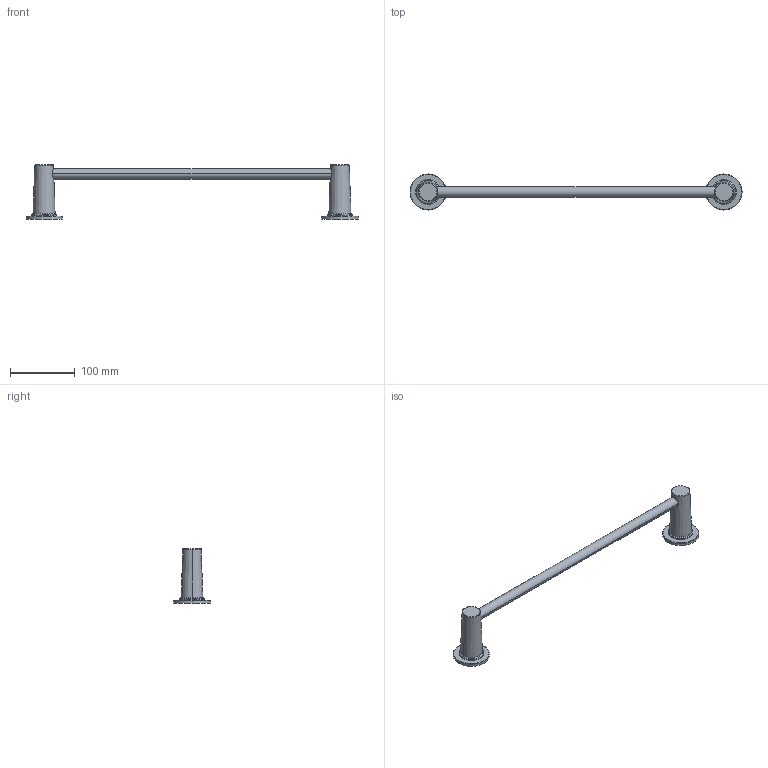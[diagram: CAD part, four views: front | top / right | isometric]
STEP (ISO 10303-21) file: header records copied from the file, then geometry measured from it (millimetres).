
FILE_DESCRIPTION((''),'2;1');
FILE_NAME('42-01_S','2025-04-17T23:15:15',('SwamiS'),(''),'CREO PARAMETRIC BY PTC INC, 2023134','CREO PARAMETRIC BY PTC INC, 2023134','');
FILE_SCHEMA(('CONFIG_CONTROL_DESIGN'));
Length unit declared in the file: inch
Products named in the file (1): 42-01_S
Bounding box: 513.08 x 55.88 x 83.74 mm (x, y, z)
Volume: 157389.5 mm3; surface area: 72588.9 mm2
Topology: 3 solids, 3 shells, 57 faces, 116 edges, 66 vertices
Faces by surface type: cylinder 22, torus 16, plane 11, cone 8
Entity records: 1608 total; most frequent: CARTESIAN_POINT 337, DIRECTION 298, ORIENTED_EDGE 224, AXIS2_PLACEMENT_3D 133, EDGE_CURVE 112, CIRCLE 76, VERTEX_POINT 66, EDGE_LOOP 64
